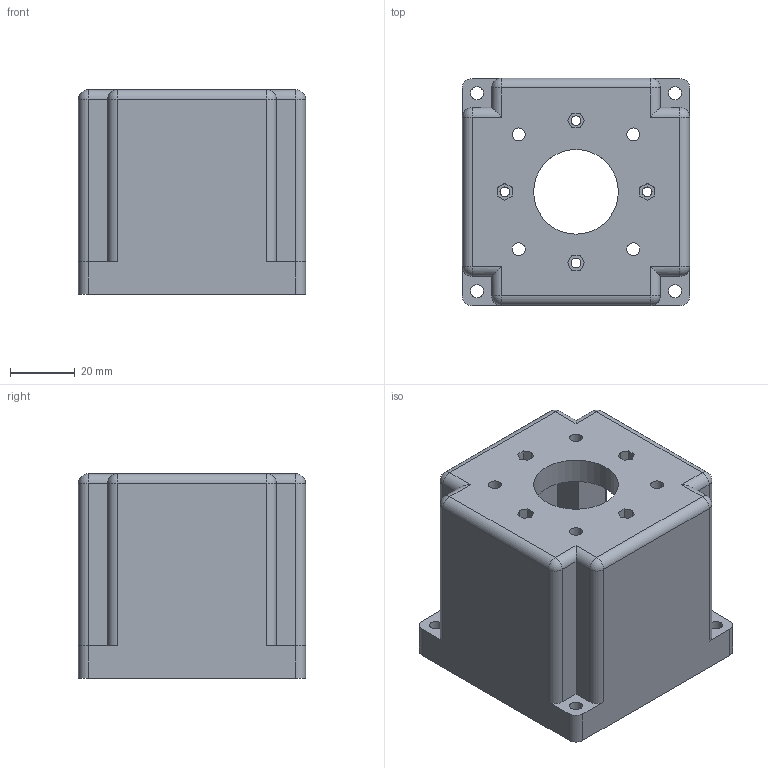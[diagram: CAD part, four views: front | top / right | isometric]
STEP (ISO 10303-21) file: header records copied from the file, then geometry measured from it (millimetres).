
FILE_DESCRIPTION(/* description */ (''),/* implementation_level */ '2;1');
FILE_NAME(/* name */ '',/* time_stamp */ '2023-09-23T17:18:21+08:00',/* author */ (''),/* organization */ (''),/* preprocessor_version */ 'ST-DEVELOPER v20',/* originating_system */ 'Autodesk Translation Framework v12.9.0.99',/* authorisation */ '');
FILE_SCHEMA (('AUTOMOTIVE_DESIGN { 1 0 10303 214 3 1 1 }'));
Length unit declared in the file: millimetre
Products named in the file (1): 底座第三版v1
Bounding box: 70 x 70 x 63 mm (x, y, z)
Volume: 91319.3 mm3; surface area: 36373.7 mm2
Topology: 1 solids, 1 shells, 134 faces, 342 edges, 218 vertices
Faces by surface type: plane 86, cylinder 40, sphere 8
Full cylindrical faces by diameter (mm): 3 x4, 4 x8, 26.1 x1
Entity records: 4085 total; most frequent: CARTESIAN_POINT 695, DIRECTION 686, ORIENTED_EDGE 684, EDGE_CURVE 342, LINE 268, VECTOR 268, VERTEX_POINT 218, AXIS2_PLACEMENT_3D 209
